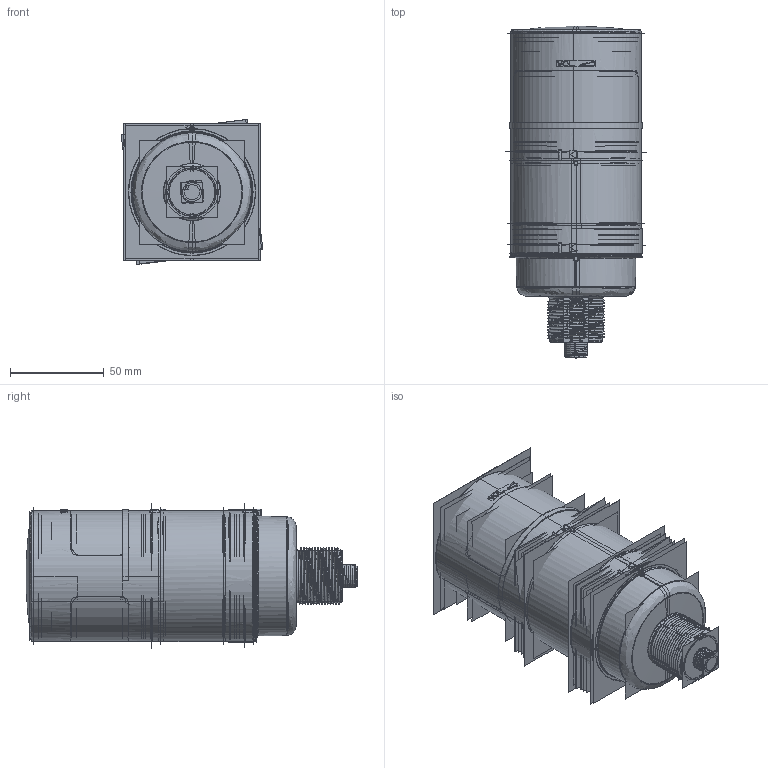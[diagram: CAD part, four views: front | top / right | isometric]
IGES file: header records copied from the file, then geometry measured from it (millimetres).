
Start section:  PTC IGES file: 191336.igs
Global section: file name: 191336.igs; native system: Creo Parametric by Parametric Technology Corporation; preprocessor: 2013230; author: pdmadmin; organization: Unknown; date: 20160224.150153; units: millimetre
Bounding box: 75.82 x 177.39 x 77.54 mm (x, y, z)
Volume: 159972.4 mm3; surface area: 871496.8 mm2
Topology: 7 solids, 9 shells, 3300 faces, 16368 edges, 20549 vertices
Faces by surface type: revolution 1748, bspline 1508, extrusion 44
